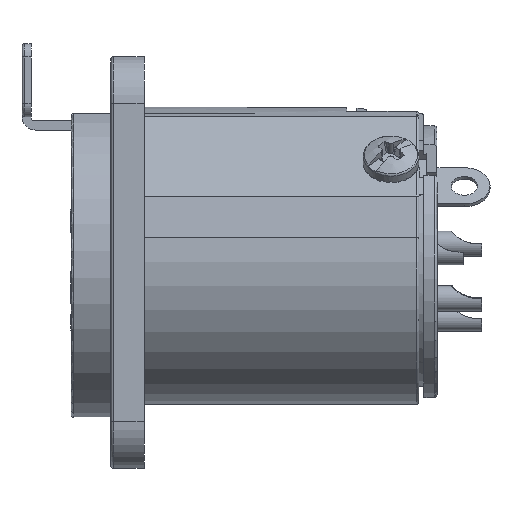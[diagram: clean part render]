
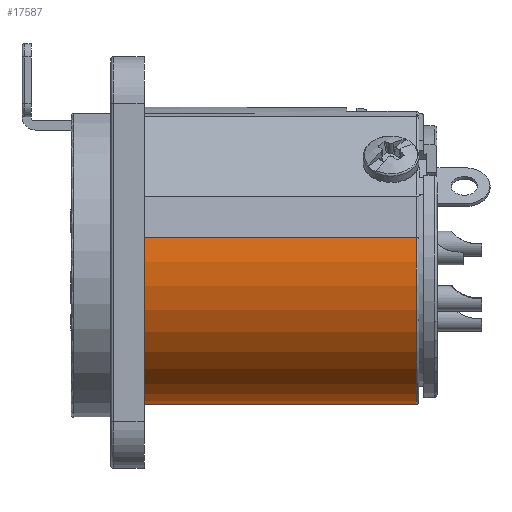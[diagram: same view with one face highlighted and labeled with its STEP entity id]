
A CAD part, front view. The second image highlights one B-rep face of the part: STEP entity #17587.
In plain terms, the highlighted cylindrical face has radius 10.7 mm (diameter 21.4 mm), a partial arc.
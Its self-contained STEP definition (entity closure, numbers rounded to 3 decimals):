
#1725=FACE_OUTER_BOUND('',#2720,.T.);
#2720=EDGE_LOOP('',(#12689,#12690,#12691,#12692));
#3887=LINE('',#25996,#5565);
#3893=LINE('',#26012,#5571);
#5565=VECTOR('',#20468,20.8);
#5571=VECTOR('',#20486,20.8);
#7015=CIRCLE('',#18722,10.7);
#7022=CIRCLE('',#18736,10.7);
#7693=VERTEX_POINT('',#25905);
#7699=VERTEX_POINT('',#25947);
#7710=VERTEX_POINT('',#25995);
#7714=VERTEX_POINT('',#26011);
#9604=EDGE_CURVE('',#7693,#7699,#7015,.T.);
#9620=EDGE_CURVE('',#7710,#7699,#3887,.T.);
#9630=EDGE_CURVE('',#7714,#7693,#3893,.T.);
#9631=EDGE_CURVE('',#7710,#7714,#7022,.T.);
#12689=ORIENTED_EDGE('',*,*,#9604,.F.);
#12690=ORIENTED_EDGE('',*,*,#9630,.F.);
#12691=ORIENTED_EDGE('',*,*,#9631,.F.);
#12692=ORIENTED_EDGE('',*,*,#9620,.T.);
#17285=CYLINDRICAL_SURFACE('',#18735,10.7);
#17587=ADVANCED_FACE('',(#1725),#17285,.T.);
#18722=AXIS2_PLACEMENT_3D('',#25951,#20441,#20442);
#18735=AXIS2_PLACEMENT_3D('',#26010,#20484,#20485);
#18736=AXIS2_PLACEMENT_3D('',#26013,#20487,#20488);
#20441=DIRECTION('center_axis',(0.,0.,1.));
#20442=DIRECTION('ref_axis',(0.976,0.216,0.));
#20468=DIRECTION('',(0.,0.,1.));
#20484=DIRECTION('center_axis',(0.,0.,1.));
#20485=DIRECTION('ref_axis',(0.174,0.985,0.));
#20486=DIRECTION('',(0.,0.,1.));
#20487=DIRECTION('center_axis',(0.,0.,-1.));
#20488=DIRECTION('ref_axis',(0.174,0.985,0.));
#25905=CARTESIAN_POINT('',(-1.858,-10.537,23.));
#25947=CARTESIAN_POINT('',(-6.137,8.765,23.));
#25951=CARTESIAN_POINT('Origin',(0.,0.,23.));
#25995=CARTESIAN_POINT('',(-6.137,8.765,2.2));
#25996=CARTESIAN_POINT('',(-6.137,8.765,2.2));
#26010=CARTESIAN_POINT('Origin',(0.,0.,2.2));
#26011=CARTESIAN_POINT('',(-1.858,-10.537,2.2));
#26012=CARTESIAN_POINT('',(-1.858,-10.537,2.2));
#26013=CARTESIAN_POINT('Origin',(0.,0.,2.2));
